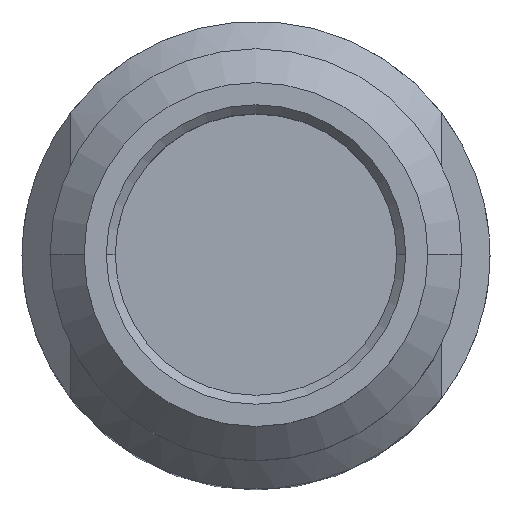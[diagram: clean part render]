
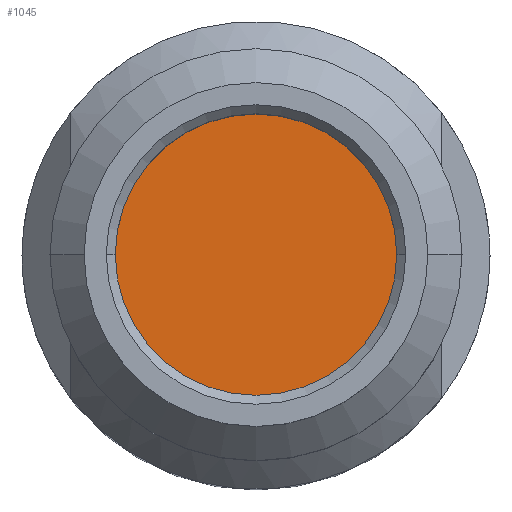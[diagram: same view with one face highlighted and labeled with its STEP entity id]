
A CAD part, top view. The second image highlights one B-rep face of the part: STEP entity #1045.
In plain terms, the highlighted planar face has unit normal (0, 0, 1).
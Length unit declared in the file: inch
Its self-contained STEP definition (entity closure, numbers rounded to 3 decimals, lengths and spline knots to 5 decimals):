
#8 = DIRECTION ( 'NONE',  ( 1., 0., 0. ) ) ;
#13 = CIRCLE ( 'NONE', #2561, 0.09415 ) ;
#40 = FACE_OUTER_BOUND ( 'NONE', #1339, .T. ) ;
#93 = EDGE_CURVE ( 'NONE', #1068, #147, #1579, .T. ) ;
#118 = CARTESIAN_POINT ( 'NONE',  ( -0.09415, 0., -0.12 ) ) ;
#147 = VERTEX_POINT ( 'NONE', #2544 ) ;
#227 = AXIS2_PLACEMENT_3D ( 'NONE', #370, #1881, #891 ) ;
#370 = CARTESIAN_POINT ( 'NONE',  ( 0., 0., -0.12 ) ) ;
#446 = ORIENTED_EDGE ( 'NONE', *, *, #1454, .T. ) ;
#489 = AXIS2_PLACEMENT_3D ( 'NONE', #754, #2233, #960 ) ;
#754 = CARTESIAN_POINT ( 'NONE',  ( 0., 0.04725, -0.12 ) ) ;
#891 = DIRECTION ( 'NONE',  ( 1., 0., 0. ) ) ;
#960 = DIRECTION ( 'NONE',  ( -1., 0., 0. ) ) ;
#1045 = ADVANCED_FACE ( 'NONE', ( #40 ), #1169, .F. ) ;
#1068 = VERTEX_POINT ( 'NONE', #118 ) ;
#1169 = PLANE ( 'NONE',  #489 ) ;
#1311 = DIRECTION ( 'NONE',  ( 0., 0., 1. ) ) ;
#1339 = EDGE_LOOP ( 'NONE', ( #446, #2631 ) ) ;
#1454 = EDGE_CURVE ( 'NONE', #147, #1068, #13, .T. ) ;
#1579 = CIRCLE ( 'NONE', #227, 0.09415 ) ;
#1881 = DIRECTION ( 'NONE',  ( 0., 0., 1. ) ) ;
#2233 = DIRECTION ( 'NONE',  ( 0., 0., -1. ) ) ;
#2544 = CARTESIAN_POINT ( 'NONE',  ( 0.09415, 0., -0.12 ) ) ;
#2560 = CARTESIAN_POINT ( 'NONE',  ( 0., 0., -0.12 ) ) ;
#2561 = AXIS2_PLACEMENT_3D ( 'NONE', #2560, #1311, #8 ) ;
#2631 = ORIENTED_EDGE ( 'NONE', *, *, #93, .T. ) ;
